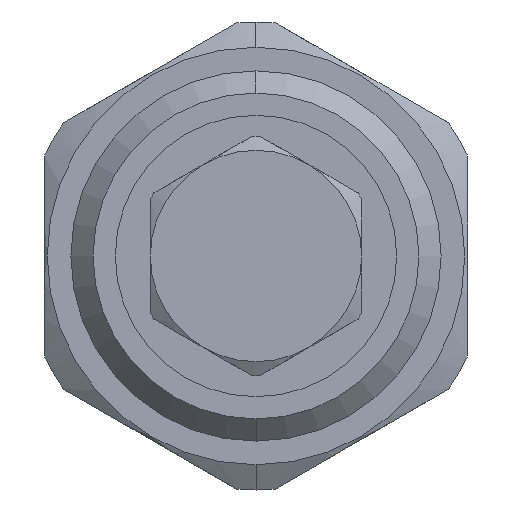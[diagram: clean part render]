
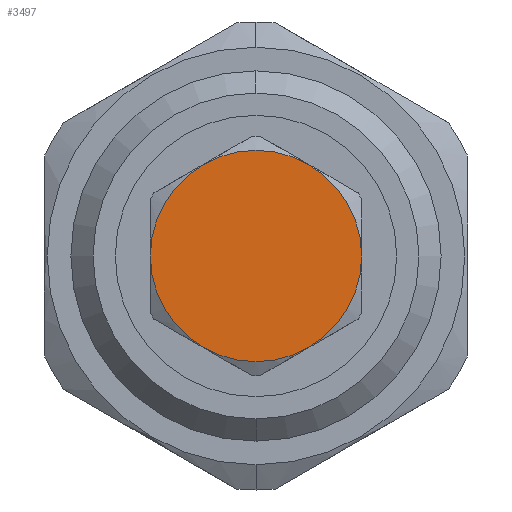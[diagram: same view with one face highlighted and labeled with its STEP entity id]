
A CAD part, left-side view. The second image highlights one B-rep face of the part: STEP entity #3497.
In plain terms, the highlighted planar face has unit normal (-1, 0, 0).
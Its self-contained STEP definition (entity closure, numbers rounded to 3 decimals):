
#115 = CARTESIAN_POINT ( 'NONE',  ( -99.149, 7.513, -6.179 ) ) ;
#166 = CARTESIAN_POINT ( 'NONE',  ( -99.149, 0.378, 6.179 ) ) ;
#260 = DIRECTION ( 'NONE',  ( 0., 1., 0. ) ) ;
#277 = DIRECTION ( 'NONE',  ( 0., 1., 0. ) ) ;
#284 = DIRECTION ( 'NONE',  ( -1., 0., 0. ) ) ;
#468 = ORIENTED_EDGE ( 'NONE', *, *, #4980, .T. ) ;
#562 = AXIS2_PLACEMENT_3D ( 'NONE', #7949, #3405, #6632 ) ;
#701 = VERTEX_POINT ( 'NONE', #115 ) ;
#851 = ORIENTED_EDGE ( 'NONE', *, *, #2829, .T. ) ;
#1222 = CIRCLE ( 'NONE', #4141, 7.135 ) ;
#1575 = CARTESIAN_POINT ( 'NONE',  ( -99.149, 3.946, 0. ) ) ;
#1598 = DIRECTION ( 'NONE',  ( -1., 0., 0. ) ) ;
#2003 = CARTESIAN_POINT ( 'NONE',  ( -99.149, -3.189, 0. ) ) ;
#2127 = EDGE_LOOP ( 'NONE', ( #851, #2498, #7908, #468, #2947, #2409 ) ) ;
#2228 = CARTESIAN_POINT ( 'NONE',  ( -99.149, 3.946, 0. ) ) ;
#2250 = VERTEX_POINT ( 'NONE', #6109 ) ;
#2409 = ORIENTED_EDGE ( 'NONE', *, *, #6327, .T. ) ;
#2422 = DIRECTION ( 'NONE',  ( 0., 1., 0. ) ) ;
#2498 = ORIENTED_EDGE ( 'NONE', *, *, #7746, .T. ) ;
#2829 = EDGE_CURVE ( 'NONE', #4576, #7367, #6617, .T. ) ;
#2898 = DIRECTION ( 'NONE',  ( -1., 0., 0. ) ) ;
#2947 = ORIENTED_EDGE ( 'NONE', *, *, #4963, .T. ) ;
#2951 = DIRECTION ( 'NONE',  ( 0., 1., 0. ) ) ;
#3061 = EDGE_CURVE ( 'NONE', #701, #2250, #5509, .T. ) ;
#3108 = FACE_OUTER_BOUND ( 'NONE', #2127, .T. ) ;
#3405 = DIRECTION ( 'NONE',  ( -1., 0., 0. ) ) ;
#3445 = AXIS2_PLACEMENT_3D ( 'NONE', #3571, #4246, #277 ) ;
#3497 = ADVANCED_FACE ( 'NONE', ( #3108 ), #4954, .T. ) ;
#3571 = CARTESIAN_POINT ( 'NONE',  ( -99.149, 3.946, -8.1 ) ) ;
#3590 = CIRCLE ( 'NONE', #7096, 7.135 ) ;
#4141 = AXIS2_PLACEMENT_3D ( 'NONE', #1575, #2898, #6207 ) ;
#4208 = CIRCLE ( 'NONE', #5115, 7.135 ) ;
#4246 = DIRECTION ( 'NONE',  ( -1., 0., 0. ) ) ;
#4576 = VERTEX_POINT ( 'NONE', #7453 ) ;
#4586 = DIRECTION ( 'NONE',  ( 0., 1., 0. ) ) ;
#4647 = CARTESIAN_POINT ( 'NONE',  ( -99.149, 3.946, 0. ) ) ;
#4838 = VERTEX_POINT ( 'NONE', #2003 ) ;
#4954 = PLANE ( 'NONE',  #3445 ) ;
#4963 = EDGE_CURVE ( 'NONE', #4838, #7384, #3590, .T. ) ;
#4980 = EDGE_CURVE ( 'NONE', #2250, #4838, #1222, .T. ) ;
#5102 = DIRECTION ( 'NONE',  ( -1., 0., 0. ) ) ;
#5115 = AXIS2_PLACEMENT_3D ( 'NONE', #4647, #8498, #4586 ) ;
#5509 = CIRCLE ( 'NONE', #8386, 7.135 ) ;
#5534 = CARTESIAN_POINT ( 'NONE',  ( -99.149, 3.946, 0. ) ) ;
#6109 = CARTESIAN_POINT ( 'NONE',  ( -99.149, 0.378, -6.179 ) ) ;
#6207 = DIRECTION ( 'NONE',  ( 0., 1., 0. ) ) ;
#6327 = EDGE_CURVE ( 'NONE', #7384, #4576, #4208, .T. ) ;
#6347 = AXIS2_PLACEMENT_3D ( 'NONE', #8326, #5102, #2422 ) ;
#6617 = CIRCLE ( 'NONE', #562, 7.135 ) ;
#6632 = DIRECTION ( 'NONE',  ( 0., 1., 0. ) ) ;
#6760 = CIRCLE ( 'NONE', #6347, 7.135 ) ;
#6774 = CARTESIAN_POINT ( 'NONE',  ( -99.149, 11.081, 0. ) ) ;
#7096 = AXIS2_PLACEMENT_3D ( 'NONE', #5534, #1598, #2951 ) ;
#7367 = VERTEX_POINT ( 'NONE', #6774 ) ;
#7384 = VERTEX_POINT ( 'NONE', #166 ) ;
#7453 = CARTESIAN_POINT ( 'NONE',  ( -99.149, 7.513, 6.179 ) ) ;
#7746 = EDGE_CURVE ( 'NONE', #7367, #701, #6760, .T. ) ;
#7908 = ORIENTED_EDGE ( 'NONE', *, *, #3061, .T. ) ;
#7949 = CARTESIAN_POINT ( 'NONE',  ( -99.149, 3.946, 0. ) ) ;
#8326 = CARTESIAN_POINT ( 'NONE',  ( -99.149, 3.946, 0. ) ) ;
#8386 = AXIS2_PLACEMENT_3D ( 'NONE', #2228, #284, #260 ) ;
#8498 = DIRECTION ( 'NONE',  ( -1., 0., 0. ) ) ;
